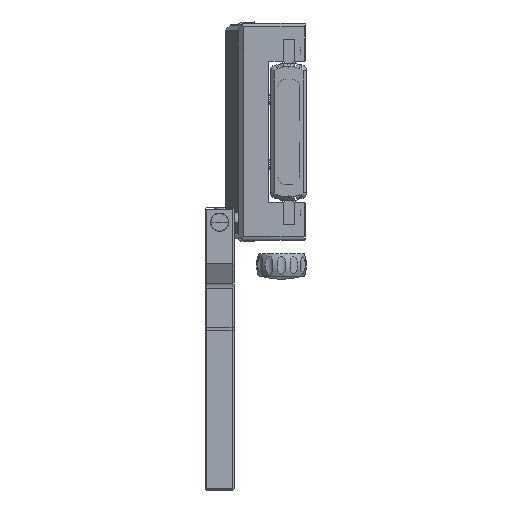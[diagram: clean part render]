
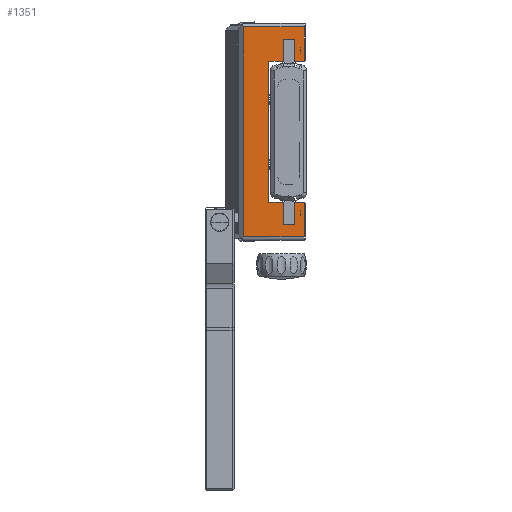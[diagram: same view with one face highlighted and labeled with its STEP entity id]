
A CAD part, left-side view. The second image highlights one B-rep face of the part: STEP entity #1351.
In plain terms, the highlighted planar face has unit normal (-1, 0, 0).
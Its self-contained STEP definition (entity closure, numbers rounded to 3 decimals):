
#1=DIRECTION('',(0.,-1.,0.));
#2=VECTOR('',#1,2.79);
#3=CARTESIAN_POINT('',(-85.,-1.51,-19.5));
#4=LINE('',#3,#2);
#5=DIRECTION('',(0.,0.,-1.));
#6=VECTOR('',#5,9.5);
#7=CARTESIAN_POINT('',(-85.,-4.3,-19.5));
#8=LINE('',#7,#6);
#9=DIRECTION('',(0.,-1.,0.));
#10=VECTOR('',#9,16.8);
#11=CARTESIAN_POINT('',(-85.,12.5,-29.));
#12=LINE('',#11,#10);
#13=DIRECTION('',(0.,0.,-1.));
#14=VECTOR('',#13,58.);
#15=CARTESIAN_POINT('',(-85.,12.5,29.));
#16=LINE('',#15,#14);
#17=DIRECTION('',(0.,1.,0.));
#18=VECTOR('',#17,16.8);
#19=CARTESIAN_POINT('',(-85.,-4.3,29.));
#20=LINE('',#19,#18);
#21=DIRECTION('',(0.,0.,-1.));
#22=VECTOR('',#21,9.5);
#23=CARTESIAN_POINT('',(-85.,-4.3,29.));
#24=LINE('',#23,#22);
#25=DIRECTION('',(0.,1.,0.));
#26=VECTOR('',#25,2.79);
#27=CARTESIAN_POINT('',(-85.,-4.3,19.5));
#28=LINE('',#27,#26);
#29=DIRECTION('',(0.,0.,1.));
#30=VECTOR('',#29,6.);
#31=CARTESIAN_POINT('',(-85.,-1.51,19.5));
#32=LINE('',#31,#30);
#33=DIRECTION('',(0.,1.,0.));
#34=VECTOR('',#33,3.02);
#35=CARTESIAN_POINT('',(-85.,-1.51,25.5));
#36=LINE('',#35,#34);
#37=DIRECTION('',(0.,0.,-1.));
#38=VECTOR('',#37,6.);
#39=CARTESIAN_POINT('',(-85.,1.51,25.5));
#40=LINE('',#39,#38);
#41=DIRECTION('',(0.,1.,0.));
#42=VECTOR('',#41,3.99);
#43=CARTESIAN_POINT('',(-85.,1.51,19.5));
#44=LINE('',#43,#42);
#45=DIRECTION('',(0.,0.,-1.));
#46=VECTOR('',#45,39.);
#47=CARTESIAN_POINT('',(-85.,5.5,19.5));
#48=LINE('',#47,#46);
#49=DIRECTION('',(0.,-1.,0.));
#50=VECTOR('',#49,3.99);
#51=CARTESIAN_POINT('',(-85.,5.5,-19.5));
#52=LINE('',#51,#50);
#53=DIRECTION('',(0.,0.,-1.));
#54=VECTOR('',#53,6.1);
#55=CARTESIAN_POINT('',(-85.,1.51,-19.5));
#56=LINE('',#55,#54);
#57=DIRECTION('',(0.,-1.,0.));
#58=VECTOR('',#57,3.02);
#59=CARTESIAN_POINT('',(-85.,1.51,-25.6));
#60=LINE('',#59,#58);
#61=DIRECTION('',(0.,0.,1.));
#62=VECTOR('',#61,6.1);
#63=CARTESIAN_POINT('',(-85.,-1.51,-25.6));
#64=LINE('',#63,#62);
#716=CARTESIAN_POINT('',(-85.,12.5,29.));
#963=CARTESIAN_POINT('',(-85.,-1.51,-25.6));
#964=CARTESIAN_POINT('',(-85.,1.51,-25.6));
#965=VERTEX_POINT('',#963);
#966=VERTEX_POINT('',#964);
#967=CARTESIAN_POINT('',(-85.,1.51,25.5));
#968=CARTESIAN_POINT('',(-85.,-1.51,25.5));
#969=VERTEX_POINT('',#967);
#970=VERTEX_POINT('',#968);
#979=CARTESIAN_POINT('',(-85.,1.51,-19.5));
#980=CARTESIAN_POINT('',(-85.,5.5,-19.5));
#981=VERTEX_POINT('',#979);
#982=VERTEX_POINT('',#980);
#983=CARTESIAN_POINT('',(-85.,5.5,19.5));
#984=VERTEX_POINT('',#983);
#985=CARTESIAN_POINT('',(-85.,1.51,19.5));
#986=VERTEX_POINT('',#985);
#995=CARTESIAN_POINT('',(-85.,-1.51,19.5));
#996=VERTEX_POINT('',#995);
#997=CARTESIAN_POINT('',(-85.,-1.51,-19.5));
#998=VERTEX_POINT('',#997);
#1047=VERTEX_POINT('',#716);
#1048=CARTESIAN_POINT('',(-85.,12.5,-29.));
#1049=VERTEX_POINT('',#1048);
#1060=CARTESIAN_POINT('',(-85.,-4.3,-29.));
#1062=VERTEX_POINT('',#1060);
#1086=CARTESIAN_POINT('',(-85.,-4.3,29.));
#1087=VERTEX_POINT('',#1086);
#1100=CARTESIAN_POINT('',(-85.,-4.3,-19.5));
#1101=VERTEX_POINT('',#1100);
#1102=CARTESIAN_POINT('',(-85.,-4.3,19.5));
#1103=VERTEX_POINT('',#1102);
#1312=CARTESIAN_POINT('',(-85.,0.,0.));
#1313=DIRECTION('',(1.,0.,0.));
#1314=DIRECTION('',(0.,-1.,0.));
#1315=AXIS2_PLACEMENT_3D('',#1312,#1313,#1314);
#1316=PLANE('',#1315);
#1318=ORIENTED_EDGE('',*,*,#1317,.T.);
#1320=ORIENTED_EDGE('',*,*,#1319,.T.);
#1322=ORIENTED_EDGE('',*,*,#1321,.F.);
#1324=ORIENTED_EDGE('',*,*,#1323,.F.);
#1326=ORIENTED_EDGE('',*,*,#1325,.F.);
#1328=ORIENTED_EDGE('',*,*,#1327,.T.);
#1330=ORIENTED_EDGE('',*,*,#1329,.T.);
#1332=ORIENTED_EDGE('',*,*,#1331,.T.);
#1334=ORIENTED_EDGE('',*,*,#1333,.T.);
#1336=ORIENTED_EDGE('',*,*,#1335,.T.);
#1338=ORIENTED_EDGE('',*,*,#1337,.T.);
#1340=ORIENTED_EDGE('',*,*,#1339,.T.);
#1342=ORIENTED_EDGE('',*,*,#1341,.T.);
#1344=ORIENTED_EDGE('',*,*,#1343,.T.);
#1346=ORIENTED_EDGE('',*,*,#1345,.T.);
#1348=ORIENTED_EDGE('',*,*,#1347,.T.);
#1349=EDGE_LOOP('',(#1318,#1320,#1322,#1324,#1326,#1328,#1330,#1332,#1334,#1336,
#1338,#1340,#1342,#1344,#1346,#1348));
#1350=FACE_OUTER_BOUND('',#1349,.F.);
#1351=ADVANCED_FACE('',(#1350),#1316,.F.);
#1317=EDGE_CURVE('',#998,#1101,#4,.T.);
#1319=EDGE_CURVE('',#1101,#1062,#8,.T.);
#1321=EDGE_CURVE('',#1049,#1062,#12,.T.);
#1323=EDGE_CURVE('',#1047,#1049,#16,.T.);
#1325=EDGE_CURVE('',#1087,#1047,#20,.T.);
#1327=EDGE_CURVE('',#1087,#1103,#24,.T.);
#1329=EDGE_CURVE('',#1103,#996,#28,.T.);
#1331=EDGE_CURVE('',#996,#970,#32,.T.);
#1333=EDGE_CURVE('',#970,#969,#36,.T.);
#1335=EDGE_CURVE('',#969,#986,#40,.T.);
#1337=EDGE_CURVE('',#986,#984,#44,.T.);
#1339=EDGE_CURVE('',#984,#982,#48,.T.);
#1341=EDGE_CURVE('',#982,#981,#52,.T.);
#1343=EDGE_CURVE('',#981,#966,#56,.T.);
#1345=EDGE_CURVE('',#966,#965,#60,.T.);
#1347=EDGE_CURVE('',#965,#998,#64,.T.);
